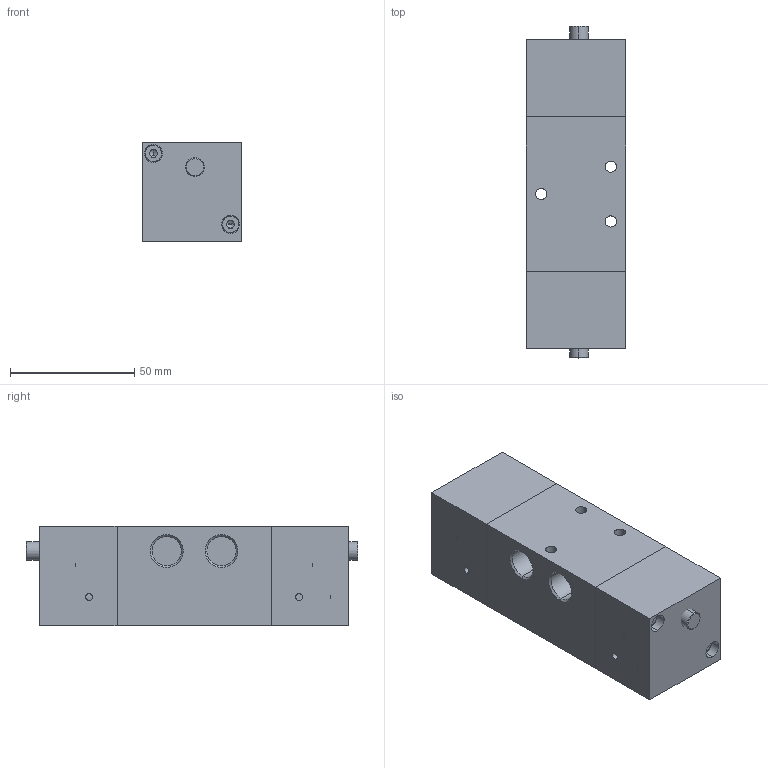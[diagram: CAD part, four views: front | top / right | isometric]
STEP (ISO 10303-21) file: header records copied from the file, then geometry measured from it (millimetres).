
FILE_DESCRIPTION (( 'STEP AP214' ), '1' );
FILE_NAME ('10_027_4.STEP', '2016-01-05T09:08:27', ( '' ), ( '' ), 'SwSTEP 2.0', 'SolidWorks 2016', '' );
FILE_SCHEMA (( 'AUTOMOTIVE_DESIGN' ));
Length unit declared in the file: millimetre
Products named in the file (1): 10_027_4
Bounding box: 40 x 133.47 x 40 mm (x, y, z)
Volume: 192602.3 mm3; surface area: 38154.8 mm2
Topology: 17 solids, 17 shells, 261 faces, 574 edges, 338 vertices
Faces by surface type: plane 104, cylinder 73, cone 44, bspline 40
Entity records: 8496 total; most frequent: CARTESIAN_POINT 2544, DIRECTION 1212, ORIENTED_EDGE 1068, EDGE_CURVE 534, AXIS2_PLACEMENT_3D 482, VERTEX_POINT 338, EDGE_LOOP 298, FACE_OUTER_BOUND 261
